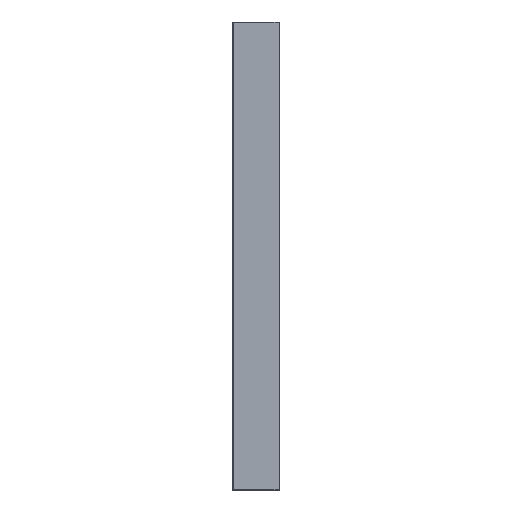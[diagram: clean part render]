
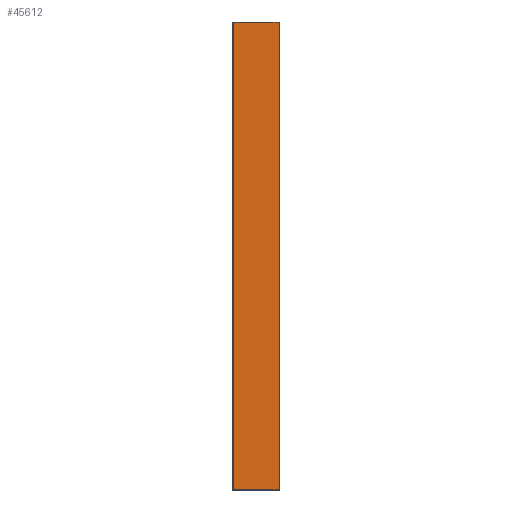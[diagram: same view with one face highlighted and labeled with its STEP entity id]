
A CAD part, front view. The second image highlights one B-rep face of the part: STEP entity #45612.
In plain terms, the highlighted planar face has unit normal (0, -1, 0).
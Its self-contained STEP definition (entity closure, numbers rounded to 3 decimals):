
#36221 = PLANE('',#36222);
#36222 = AXIS2_PLACEMENT_3D('',#36223,#36224,#36225);
#36223 = CARTESIAN_POINT('',(7.5,-15.45,0.05));
#36224 = DIRECTION('',(0.,0.707,0.707));
#36225 = DIRECTION('',(1.,0.,0.));
#36529 = PLANE('',#36530);
#36530 = AXIS2_PLACEMENT_3D('',#36531,#36532,#36533);
#36531 = CARTESIAN_POINT('',(7.5,-15.45,149.95));
#36532 = DIRECTION('',(0.,-0.707,
    0.707));
#36533 = DIRECTION('',(1.,0.,0.));
#36816 = PLANE('',#36817);
#36817 = AXIS2_PLACEMENT_3D('',#36818,#36819,#36820);
#36818 = CARTESIAN_POINT('',(-7.4,-15.4,0.));
#36819 = DIRECTION('',(-0.707,-0.707,
    0.));
#36820 = DIRECTION('',(0.,0.,1.));
#40011 = VERTEX_POINT('',#40012);
#40012 = CARTESIAN_POINT('',(7.4,-15.5,0.1));
#40033 = EDGE_CURVE('',#40011,#40034,#40036,.T.);
#40034 = VERTEX_POINT('',#40035);
#40035 = CARTESIAN_POINT('',(-7.3,-15.5,0.1));
#40036 = SURFACE_CURVE('',#40037,(#40041,#40048),.PCURVE_S1.);
#40037 = LINE('',#40038,#40039);
#40038 = CARTESIAN_POINT('',(7.5,-15.5,0.1));
#40039 = VECTOR('',#40040,1.);
#40040 = DIRECTION('',(-1.,0.,0.));
#40041 = PCURVE('',#36221,#40042);
#40042 = DEFINITIONAL_REPRESENTATION('',(#40043),#40047);
#40043 = LINE('',#40044,#40045);
#40044 = CARTESIAN_POINT('',(0.,-0.071));
#40045 = VECTOR('',#40046,1.);
#40046 = DIRECTION('',(-1.,0.));
#40047 = ( GEOMETRIC_REPRESENTATION_CONTEXT(2) 
PARAMETRIC_REPRESENTATION_CONTEXT() REPRESENTATION_CONTEXT('2D SPACE',''
  ) );
#40048 = PCURVE('',#40049,#40054);
#40049 = PLANE('',#40050);
#40050 = AXIS2_PLACEMENT_3D('',#40051,#40052,#40053);
#40051 = CARTESIAN_POINT('',(7.5,-15.5,0.));
#40052 = DIRECTION('',(0.,-1.,0.));
#40053 = DIRECTION('',(-1.,0.,0.));
#40054 = DEFINITIONAL_REPRESENTATION('',(#40055),#40059);
#40055 = LINE('',#40056,#40057);
#40056 = CARTESIAN_POINT('',(0.,-0.1));
#40057 = VECTOR('',#40058,1.);
#40058 = DIRECTION('',(1.,0.));
#40059 = ( GEOMETRIC_REPRESENTATION_CONTEXT(2) 
PARAMETRIC_REPRESENTATION_CONTEXT() REPRESENTATION_CONTEXT('2D SPACE',''
  ) );
#40326 = VERTEX_POINT('',#40327);
#40327 = CARTESIAN_POINT('',(7.4,-15.5,149.9));
#40348 = EDGE_CURVE('',#40326,#40349,#40351,.T.);
#40349 = VERTEX_POINT('',#40350);
#40350 = CARTESIAN_POINT('',(-7.3,-15.5,149.9));
#40351 = SURFACE_CURVE('',#40352,(#40356,#40363),.PCURVE_S1.);
#40352 = LINE('',#40353,#40354);
#40353 = CARTESIAN_POINT('',(7.5,-15.5,149.9));
#40354 = VECTOR('',#40355,1.);
#40355 = DIRECTION('',(-1.,0.,0.));
#40356 = PCURVE('',#36529,#40357);
#40357 = DEFINITIONAL_REPRESENTATION('',(#40358),#40362);
#40358 = LINE('',#40359,#40360);
#40359 = CARTESIAN_POINT('',(0.,-0.071));
#40360 = VECTOR('',#40361,1.);
#40361 = DIRECTION('',(-1.,0.));
#40362 = ( GEOMETRIC_REPRESENTATION_CONTEXT(2) 
PARAMETRIC_REPRESENTATION_CONTEXT() REPRESENTATION_CONTEXT('2D SPACE',''
  ) );
#40363 = PCURVE('',#40049,#40364);
#40364 = DEFINITIONAL_REPRESENTATION('',(#40365),#40369);
#40365 = LINE('',#40366,#40367);
#40366 = CARTESIAN_POINT('',(0.,-149.9));
#40367 = VECTOR('',#40368,1.);
#40368 = DIRECTION('',(1.,0.));
#40369 = ( GEOMETRIC_REPRESENTATION_CONTEXT(2) 
PARAMETRIC_REPRESENTATION_CONTEXT() REPRESENTATION_CONTEXT('2D SPACE',''
  ) );
#40505 = EDGE_CURVE('',#40034,#40349,#40506,.T.);
#40506 = SURFACE_CURVE('',#40507,(#40511,#40518),.PCURVE_S1.);
#40507 = LINE('',#40508,#40509);
#40508 = CARTESIAN_POINT('',(-7.3,-15.5,0.));
#40509 = VECTOR('',#40510,1.);
#40510 = DIRECTION('',(0.,0.,1.));
#40511 = PCURVE('',#36816,#40512);
#40512 = DEFINITIONAL_REPRESENTATION('',(#40513),#40517);
#40513 = LINE('',#40514,#40515);
#40514 = CARTESIAN_POINT('',(0.,-0.141));
#40515 = VECTOR('',#40516,1.);
#40516 = DIRECTION('',(1.,0.));
#40517 = ( GEOMETRIC_REPRESENTATION_CONTEXT(2) 
PARAMETRIC_REPRESENTATION_CONTEXT() REPRESENTATION_CONTEXT('2D SPACE',''
  ) );
#40518 = PCURVE('',#40049,#40519);
#40519 = DEFINITIONAL_REPRESENTATION('',(#40520),#40524);
#40520 = LINE('',#40521,#40522);
#40521 = CARTESIAN_POINT('',(14.8,0.));
#40522 = VECTOR('',#40523,1.);
#40523 = DIRECTION('',(0.,-1.));
#40524 = ( GEOMETRIC_REPRESENTATION_CONTEXT(2) 
PARAMETRIC_REPRESENTATION_CONTEXT() REPRESENTATION_CONTEXT('2D SPACE',''
  ) );
#45481 = PLANE('',#45482);
#45482 = AXIS2_PLACEMENT_3D('',#45483,#45484,#45485);
#45483 = CARTESIAN_POINT('',(7.45,-15.45,0.));
#45484 = DIRECTION('',(0.707,-0.707,0.));
#45485 = DIRECTION('',(0.,0.,1.));
#45612 = ADVANCED_FACE('',(#45613),#40049,.T.);
#45613 = FACE_BOUND('',#45614,.T.);
#45614 = EDGE_LOOP('',(#45615,#45636,#45637,#45638));
#45615 = ORIENTED_EDGE('',*,*,#45616,.T.);
#45616 = EDGE_CURVE('',#40011,#40326,#45617,.T.);
#45617 = SURFACE_CURVE('',#45618,(#45622,#45629),.PCURVE_S1.);
#45618 = LINE('',#45619,#45620);
#45619 = CARTESIAN_POINT('',(7.4,-15.5,0.));
#45620 = VECTOR('',#45621,1.);
#45621 = DIRECTION('',(0.,0.,1.));
#45622 = PCURVE('',#40049,#45623);
#45623 = DEFINITIONAL_REPRESENTATION('',(#45624),#45628);
#45624 = LINE('',#45625,#45626);
#45625 = CARTESIAN_POINT('',(0.1,0.));
#45626 = VECTOR('',#45627,1.);
#45627 = DIRECTION('',(0.,-1.));
#45628 = ( GEOMETRIC_REPRESENTATION_CONTEXT(2) 
PARAMETRIC_REPRESENTATION_CONTEXT() REPRESENTATION_CONTEXT('2D SPACE',''
  ) );
#45629 = PCURVE('',#45481,#45630);
#45630 = DEFINITIONAL_REPRESENTATION('',(#45631),#45635);
#45631 = LINE('',#45632,#45633);
#45632 = CARTESIAN_POINT('',(0.,0.071));
#45633 = VECTOR('',#45634,1.);
#45634 = DIRECTION('',(1.,0.));
#45635 = ( GEOMETRIC_REPRESENTATION_CONTEXT(2) 
PARAMETRIC_REPRESENTATION_CONTEXT() REPRESENTATION_CONTEXT('2D SPACE',''
  ) );
#45636 = ORIENTED_EDGE('',*,*,#40348,.T.);
#45637 = ORIENTED_EDGE('',*,*,#40505,.F.);
#45638 = ORIENTED_EDGE('',*,*,#40033,.F.);
